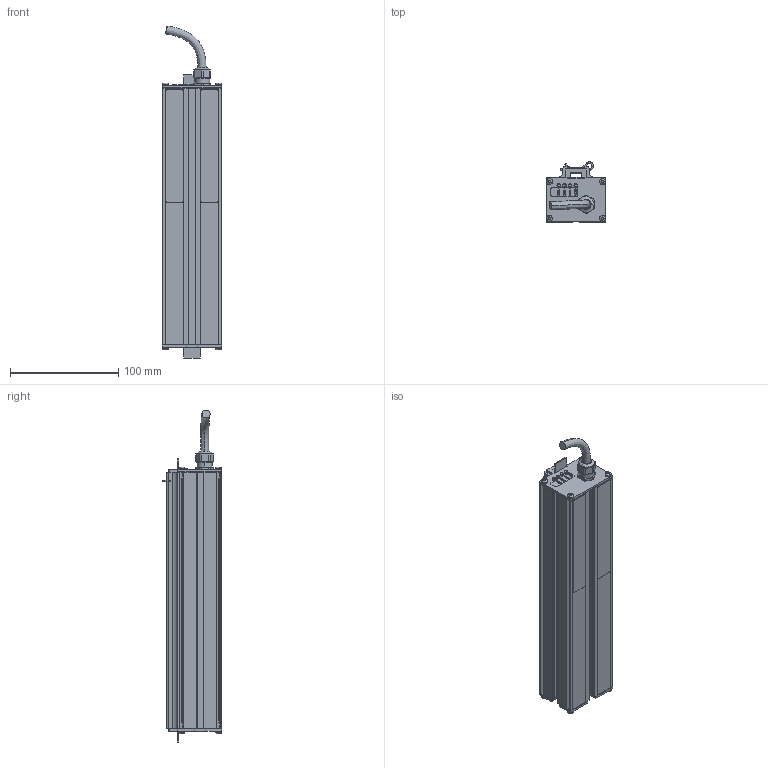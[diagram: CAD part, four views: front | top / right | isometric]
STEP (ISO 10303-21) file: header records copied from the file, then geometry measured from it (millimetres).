
FILE_DESCRIPTION (( 'STEP AP214' ), '1' );
FILE_NAME ('LIMAX2.STEP', '2013-05-06T05:59:53', ( '' ), ( '' ), 'SwSTEP 2.0', 'SolidWorks 2013', '' );
FILE_SCHEMA (( 'AUTOMOTIVE_DESIGN' ));
Length unit declared in the file: millimetre
Products named in the file (1): LIMAX2
Bounding box: 55 x 55.19 x 306.05 mm (x, y, z)
Volume: 532790.9 mm3; surface area: 100311.5 mm2
Topology: 2 solids, 2 shells, 1046 faces, 2717 edges, 1683 vertices
Faces by surface type: plane 474, cylinder 400, cone 82, torus 80, bspline 10
Entity records: 40466 total; most frequent: CARTESIAN_POINT 7472, ORIENTED_EDGE 5402, DIRECTION 5252, EDGE_CURVE 2701, AXIS2_PLACEMENT_3D 1851, VERTEX_POINT 1683, LINE 1550, VECTOR 1550
